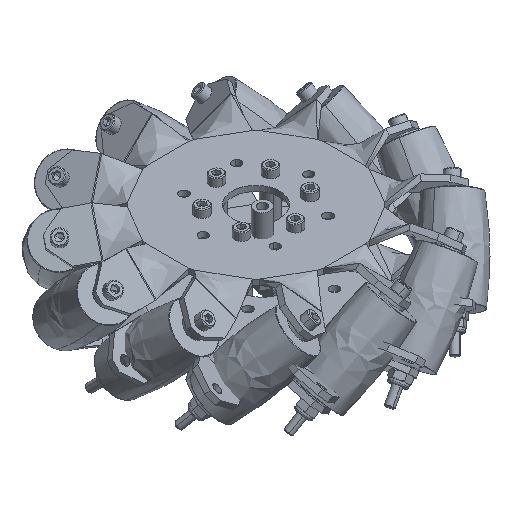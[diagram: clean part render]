
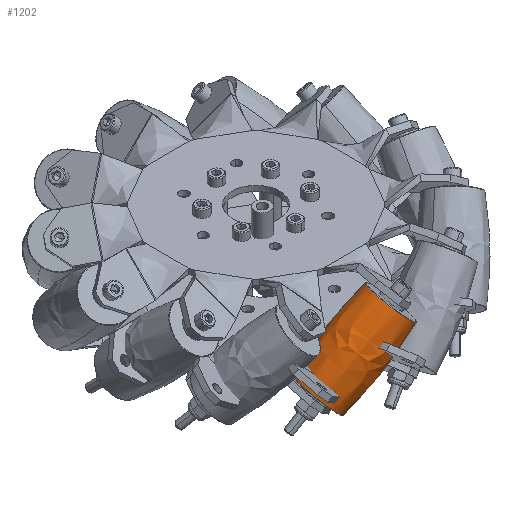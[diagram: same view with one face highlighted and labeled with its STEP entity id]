
A CAD part, isometric view. The second image highlights one B-rep face of the part: STEP entity #1202.
In plain terms, the highlighted free-form (B-spline) face has degree [3, 3] with [4, 4] control points.
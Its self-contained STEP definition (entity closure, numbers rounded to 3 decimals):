
#1202 = ADVANCED_FACE( 'NONE', ( #1613 ), #1614, .T. );
#1613 = FACE_OUTER_BOUND( '', #2330, .T. );
#1614 = ( B_SPLINE_SURFACE( 3, 3, ( ( #2332, #2333, #2334, #2335 ), ( #2336, #2337, #2338, #2339 ), ( #2340, #2341, #2342, #2343 ), ( #2344, #2345, #2346, #2347 ) ), .UNSPECIFIED., .F., .F., .F. )B_SPLINE_SURFACE_WITH_KNOTS( ( 4, 4 ), ( 4, 4 ), ( 0., 3.142 ), ( -0.142, 0.142 ), .UNSPECIFIED. )RATIONAL_B_SPLINE_SURFACE( ( ( 1., 0.333, 0.333, 1. ), ( 0.993, 0.331, 0.331, 0.993 ), ( 0.993, 0.331, 0.331, 0.993 ), ( 1., 0.333, 0.333, 1. ) ) )BOUNDED_SURFACE(  )REPRESENTATION_ITEM( '' )GEOMETRIC_REPRESENTATION_ITEM(  )SURFACE(  ) );
#2330 = EDGE_LOOP( '', ( #4536, #4537, #4538, #4539 ) );
#2332 = CARTESIAN_POINT( '', ( -25.182, 89.281, -13.747 ) );
#2333 = CARTESIAN_POINT( '', ( -25.182, 61.786, -13.747 ) );
#2334 = CARTESIAN_POINT( '', ( -25.182, 61.786, 13.747 ) );
#2335 = CARTESIAN_POINT( '', ( -25.182, 89.281, 13.747 ) );
#2336 = CARTESIAN_POINT( '', ( -8.451, 89.281, -16.141 ) );
#2337 = CARTESIAN_POINT( '', ( -8.451, 56.999, -16.141 ) );
#2338 = CARTESIAN_POINT( '', ( -8.451, 56.999, 16.141 ) );
#2339 = CARTESIAN_POINT( '', ( -8.451, 89.281, 16.141 ) );
#2340 = CARTESIAN_POINT( '', ( 8.451, 89.281, -16.141 ) );
#2341 = CARTESIAN_POINT( '', ( 8.451, 56.999, -16.141 ) );
#2342 = CARTESIAN_POINT( '', ( 8.451, 56.999, 16.141 ) );
#2343 = CARTESIAN_POINT( '', ( 8.451, 89.281, 16.141 ) );
#2344 = CARTESIAN_POINT( '', ( 25.182, 89.281, -13.747 ) );
#2345 = CARTESIAN_POINT( '', ( 25.182, 61.786, -13.747 ) );
#2346 = CARTESIAN_POINT( '', ( 25.182, 61.786, 13.747 ) );
#2347 = CARTESIAN_POINT( '', ( 25.182, 89.281, 13.747 ) );
#4536 = ORIENTED_EDGE( '', *, *, #6431, .F. );
#4537 = ORIENTED_EDGE( '', *, *, #6433, .T. );
#4538 = ORIENTED_EDGE( '', *, *, #6432, .T. );
#4539 = ORIENTED_EDGE( '', *, *, #6419, .T. );
#6419 = EDGE_CURVE( 'NONE', #7262, #7264, #7268, .T. );
#6431 = EDGE_CURVE( 'NONE', #7288, #7264, #7290, .T. );
#6432 = EDGE_CURVE( 'NONE', #7287, #7262, #7291, .T. );
#6433 = EDGE_CURVE( 'NONE', #7288, #7287, #7292, .T. );
#7262 = VERTEX_POINT( 'NONE', #8727 );
#7264 = VERTEX_POINT( 'NONE', #8729 );
#7268 = CIRCLE( '', #8733, 13.747 );
#7287 = VERTEX_POINT( 'NONE', #8754 );
#7288 = VERTEX_POINT( 'NONE', #8755 );
#7290 = CIRCLE( '', #8757, 177.8 );
#7291 = CIRCLE( '', #8758, 177.8 );
#7292 = CIRCLE( '', #8759, 13.747 );
#8727 = CARTESIAN_POINT( '', ( -25.182, 89.281, 13.747 ) );
#8729 = CARTESIAN_POINT( '', ( -25.182, 89.281, -13.747 ) );
#8733 = AXIS2_PLACEMENT_3D( '', #10499, #10500, #10501 );
#8754 = CARTESIAN_POINT( '', ( 25.182, 89.281, 13.747 ) );
#8755 = CARTESIAN_POINT( '', ( 25.182, 89.281, -13.747 ) );
#8757 = AXIS2_PLACEMENT_3D( '', #10531, #10532, #10533 );
#8758 = AXIS2_PLACEMENT_3D( '', #10534, #10535, #10536 );
#8759 = AXIS2_PLACEMENT_3D( '', #10537, #10538, #10539 );
#10499 = CARTESIAN_POINT( '', ( -25.182, 89.281, 0. ) );
#10500 = DIRECTION( '', ( 1., 0., 0. ) );
#10501 = DIRECTION( '', ( 0., 0., -1. ) );
#10531 = CARTESIAN_POINT( '', ( 0., 89.281, 162.26 ) );
#10532 = DIRECTION( '', ( 0., 1., 0. ) );
#10533 = DIRECTION( '', ( 0., 0., 1. ) );
#10534 = CARTESIAN_POINT( '', ( 0., 89.281, -162.26 ) );
#10535 = DIRECTION( '', ( 0., -1., 0. ) );
#10536 = DIRECTION( '', ( 0., 0., -1. ) );
#10537 = CARTESIAN_POINT( '', ( 25.182, 89.281, 0. ) );
#10538 = DIRECTION( '', ( -1., 0., 0. ) );
#10539 = DIRECTION( '', ( 0., 0., 1. ) );
